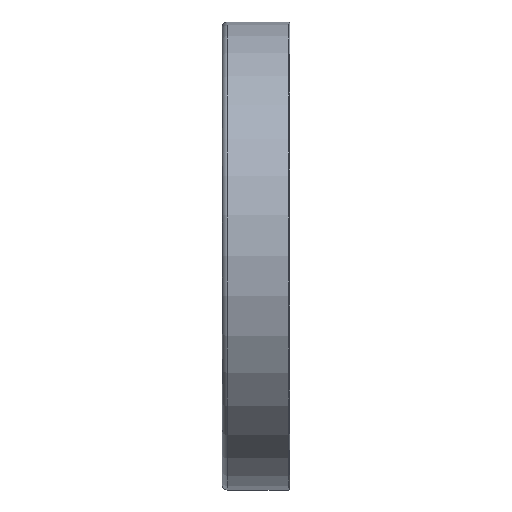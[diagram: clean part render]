
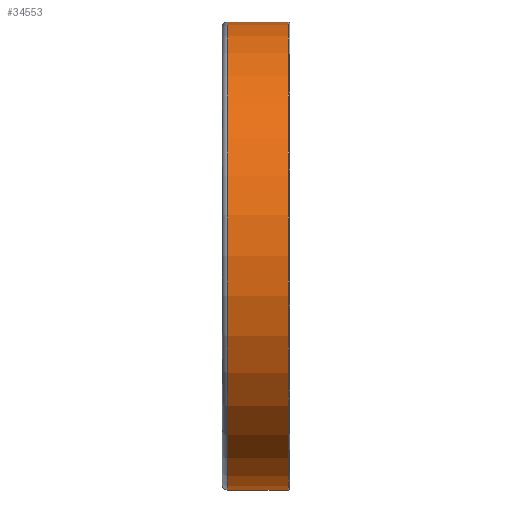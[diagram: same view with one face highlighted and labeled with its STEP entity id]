
A CAD part, top view. The second image highlights one B-rep face of the part: STEP entity #34553.
In plain terms, the highlighted cylindrical face has radius 45 mm (diameter 90 mm), a partial arc.
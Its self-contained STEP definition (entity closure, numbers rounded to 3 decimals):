
#23999=DIRECTION('',(-1.,0.,0.));
#24000=VECTOR('',#23999,11.7);
#24001=CARTESIAN_POINT('',(6.2,45.,0.));
#24002=LINE('',#24001,#24000);
#24006=DIRECTION('',(-1.,0.,0.));
#24007=VECTOR('',#24006,11.7);
#24008=CARTESIAN_POINT('',(6.2,-45.,0.));
#24009=LINE('',#24008,#24007);
#24021=CARTESIAN_POINT('',(6.2,0.,0.));
#24022=DIRECTION('',(1.,0.,0.));
#24023=DIRECTION('',(0.,1.,0.));
#24024=AXIS2_PLACEMENT_3D('',#24021,#24022,#24023);
#24029=CARTESIAN_POINT('',(-5.5,0.,0.));
#24030=DIRECTION('',(1.,0.,0.));
#24031=DIRECTION('',(0.,1.,0.));
#24032=AXIS2_PLACEMENT_3D('',#24029,#24030,#24031);
#31215=CARTESIAN_POINT('',(6.2,45.,0.));
#31216=CARTESIAN_POINT('',(-5.5,45.,0.));
#31217=VERTEX_POINT('',#31215);
#31218=VERTEX_POINT('',#31216);
#31227=CARTESIAN_POINT('',(6.2,-45.,0.));
#31228=CARTESIAN_POINT('',(-5.5,-45.,0.));
#31229=VERTEX_POINT('',#31227);
#31230=VERTEX_POINT('',#31228);
#34541=CARTESIAN_POINT('',(-7.15,0.,0.));
#34542=DIRECTION('',(1.,0.,0.));
#34543=DIRECTION('',(0.,-1.,0.));
#34544=AXIS2_PLACEMENT_3D('',#34541,#34542,#34543);
#34545=CYLINDRICAL_SURFACE('',#34544,45.);
#34546=ORIENTED_EDGE('',*,*,#34531,.F.);
#34547=ORIENTED_EDGE('',*,*,#34508,.T.);
#34548=ORIENTED_EDGE('',*,*,#34535,.T.);
#34550=ORIENTED_EDGE('',*,*,#34549,.F.);
#34551=EDGE_LOOP('',(#34546,#34547,#34548,#34550));
#34552=FACE_OUTER_BOUND('',#34551,.F.);
#24025=CIRCLE('',#24024,45.);
#24033=CIRCLE('',#24032,45.);
#34508=EDGE_CURVE('',#31217,#31229,#24025,.T.);
#34531=EDGE_CURVE('',#31217,#31218,#24002,.T.);
#34535=EDGE_CURVE('',#31229,#31230,#24009,.T.);
#34549=EDGE_CURVE('',#31218,#31230,#24033,.T.);
#34553=ADVANCED_FACE('',(#34552),#34545,.T.);
